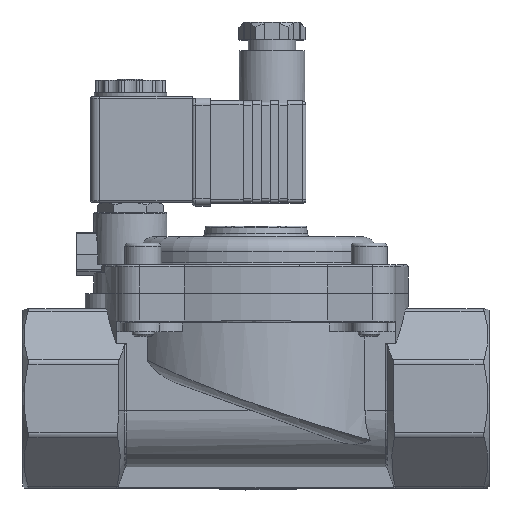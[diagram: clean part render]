
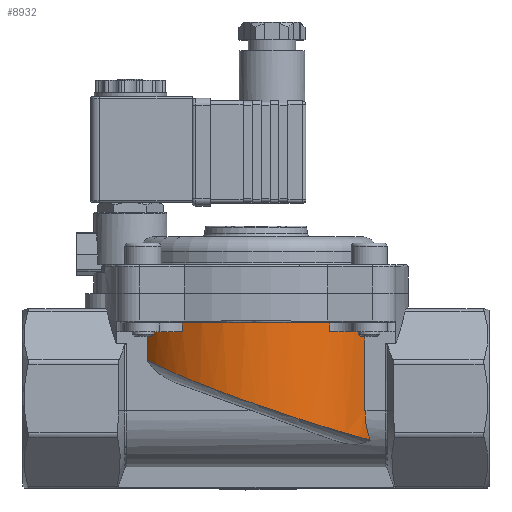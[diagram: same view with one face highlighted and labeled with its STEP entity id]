
A CAD part, top view. The second image highlights one B-rep face of the part: STEP entity #8932.
In plain terms, the highlighted cylindrical face has radius 37.254 mm (diameter 74.508 mm), a partial arc.
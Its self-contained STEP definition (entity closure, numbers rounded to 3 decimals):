
#1883=CARTESIAN_POINT('',(30.35,-3.45,20.0));
#1884=VERTEX_POINT('',#1883);
#1891=CARTESIAN_POINT('',(31.819,-11.594,17.772));
#1892=VERTEX_POINT('',#1891);
#1893=CARTESIAN_POINT('',(30.35,-3.45,20.0));
#1894=CARTESIAN_POINT('',(30.35,-4.477,20.0));
#1895=CARTESIAN_POINT('',(30.422,-5.528,19.9));
#1896=CARTESIAN_POINT('',(30.709,-7.599,19.489));
#1897=CARTESIAN_POINT('',(30.922,-8.619,19.178));
#1898=CARTESIAN_POINT('',(31.375,-10.285,18.486));
#1899=CARTESIAN_POINT('',(31.589,-10.957,18.149));
#1900=CARTESIAN_POINT('',(31.819,-11.594,17.772));
#1901=B_SPLINE_CURVE_WITH_KNOTS('',3,(#1893,#1894,#1895,#1896,#1897,#1898,#1899,#1900),.UNSPECIFIED.,.F.,.U.,(4,2,2,4),(-4.929,-4.621,-4.313,-4.093),.UNSPECIFIED.);
#1902=EDGE_CURVE('',#1884,#1892,#1901,.T.);
#3005=CARTESIAN_POINT('',(-20.538,21.05,29.478));
#3006=VERTEX_POINT('',#3005);
#3014=CARTESIAN_POINT('',(20.538,21.05,29.478));
#3015=VERTEX_POINT('',#3014);
#3016=CARTESIAN_POINT('',(0.0,21.05,-1.604));
#3017=DIRECTION('',(0.0,-1.0,0.0));
#3018=DIRECTION('',(0.0,0.0,-1.0));
#3019=AXIS2_PLACEMENT_3D('',#3016,#3017,#3018);
#3020=CIRCLE('',#3019,37.254);
#3021=EDGE_CURVE('',#3015,#3006,#3020,.T.);
#6768=CARTESIAN_POINT('',(20.538,18.55,29.478));
#6769=VERTEX_POINT('',#6768);
#6770=CARTESIAN_POINT('',(20.538,18.55,29.478));
#6771=DIRECTION('',(0.0,1.0,0.0));
#6772=VECTOR('',#6771,2.5);
#6773=LINE('',#6770,#6772);
#6774=EDGE_CURVE('',#3015,#6769,#6773,.F.);
#6792=CARTESIAN_POINT('',(-20.538,18.55,29.478));
#6793=VERTEX_POINT('',#6792);
#6803=CARTESIAN_POINT('',(-20.538,18.55,29.478));
#6804=DIRECTION('',(0.0,1.0,0.0));
#6805=VECTOR('',#6804,2.5);
#6806=LINE('',#6803,#6805);
#6807=EDGE_CURVE('',#6793,#3006,#6806,.T.);
#6898=CARTESIAN_POINT('',(-30.35,18.55,20.0));
#6899=VERTEX_POINT('',#6898);
#6906=CARTESIAN_POINT('',(0.0,18.55,-1.604));
#6907=DIRECTION('',(0.0,1.0,0.0));
#6908=DIRECTION('',(0.0,0.0,1.0));
#6909=AXIS2_PLACEMENT_3D('',#6906,#6907,#6908);
#6910=CIRCLE('',#6909,37.254);
#6911=EDGE_CURVE('',#6899,#6793,#6910,.T.);
#8860=CARTESIAN_POINT('',(-30.35,10.637,20.));
#8861=VERTEX_POINT('',#8860);
#8875=CARTESIAN_POINT('',(-30.35,18.55,20.0));
#8876=DIRECTION('',(0.0,-1.0,0.0));
#8877=VECTOR('',#8876,7.913);
#8878=LINE('',#8875,#8877);
#8879=EDGE_CURVE('',#6899,#8861,#8878,.T.);
#8884=CARTESIAN_POINT('',(0.0,-28.95,-1.604));
#8885=DIRECTION('',(0.0,1.0,0.0));
#8886=DIRECTION('',(0.0,0.0,-1.0));
#8887=AXIS2_PLACEMENT_3D('',#8884,#8885,#8886);
#8888=CYLINDRICAL_SURFACE('',#8887,37.254);
#8889=ORIENTED_EDGE('',*,*,#6774,.F.);
#8890=ORIENTED_EDGE('',*,*,#3021,.T.);
#8891=ORIENTED_EDGE('',*,*,#6807,.F.);
#8892=ORIENTED_EDGE('',*,*,#6911,.F.);
#8893=ORIENTED_EDGE('',*,*,#8879,.T.);
#8894=CARTESIAN_POINT('',(31.819,-11.594,17.772));
#8895=CARTESIAN_POINT('',(31.587,-11.531,18.153));
#8896=CARTESIAN_POINT('',(31.348,-11.466,18.53));
#8897=CARTESIAN_POINT('',(29.067,-10.843,21.99));
#8898=CARTESIAN_POINT('',(26.597,-10.152,24.736));
#8899=CARTESIAN_POINT('',(23.788,-9.33,27.066));
#8900=CARTESIAN_POINT('',(20.095,-8.249,30.131));
#8901=CARTESIAN_POINT('',(15.879,-6.961,32.425));
#8902=CARTESIAN_POINT('',(6.625,-3.968,35.396));
#8903=CARTESIAN_POINT('',(1.633,-2.272,35.941));
#8904=CARTESIAN_POINT('',(-8.397,1.327,35.051));
#8905=CARTESIAN_POINT('',(-13.363,3.208,33.549));
#8906=CARTESIAN_POINT('',(-22.346,6.863,28.637));
#8907=CARTESIAN_POINT('',(-26.308,8.617,25.277));
#8908=CARTESIAN_POINT('',(-29.778,10.347,20.787));
#8909=CARTESIAN_POINT('',(-30.069,10.493,20.395));
#8910=CARTESIAN_POINT('',(-30.35,10.637,20.));
#8911=B_SPLINE_CURVE_WITH_KNOTS('',3,(#8894,#8895,#8896,#8897,#8898,#8899,#8900,#8901,#8902,#8903,#8904,#8905,#8906,#8907,#8908,#8909,#8910),.UNSPECIFIED.,.F.,.U.,(4,2,3,2,2,2,2,4),(23.657,23.792,24.915,26.391,27.956,29.579,31.189,31.342),.UNSPECIFIED.);
#8912=EDGE_CURVE('',#1892,#8861,#8911,.T.);
#8913=ORIENTED_EDGE('',*,*,#8912,.F.);
#8914=ORIENTED_EDGE('',*,*,#1902,.F.);
#8915=CARTESIAN_POINT('',(30.35,18.55,20.0));
#8916=VERTEX_POINT('',#8915);
#8917=CARTESIAN_POINT('',(30.35,18.55,20.0));
#8918=DIRECTION('',(0.0,-1.0,0.0));
#8919=VECTOR('',#8918,22.);
#8920=LINE('',#8917,#8919);
#8921=EDGE_CURVE('',#1884,#8916,#8920,.F.);
#8922=ORIENTED_EDGE('',*,*,#8921,.T.);
#8923=CARTESIAN_POINT('',(0.0,18.55,-1.604));
#8924=DIRECTION('',(0.0,1.0,0.0));
#8925=DIRECTION('',(0.0,0.0,1.0));
#8926=AXIS2_PLACEMENT_3D('',#8923,#8924,#8925);
#8927=CIRCLE('',#8926,37.254);
#8928=EDGE_CURVE('',#6769,#8916,#8927,.T.);
#8929=ORIENTED_EDGE('',*,*,#8928,.F.);
#8930=EDGE_LOOP('',(#8889,#8890,#8891,#8892,#8893,#8913,#8914,#8922,#8929));
#8931=FACE_OUTER_BOUND('',#8930,.T.);
#8932=ADVANCED_FACE('',(#8931),#8888,.T.);
